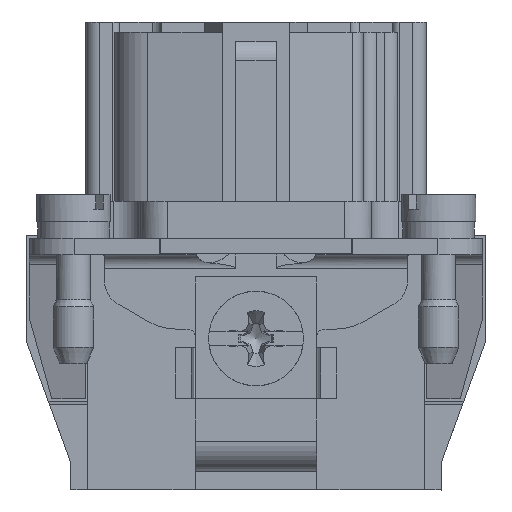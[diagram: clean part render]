
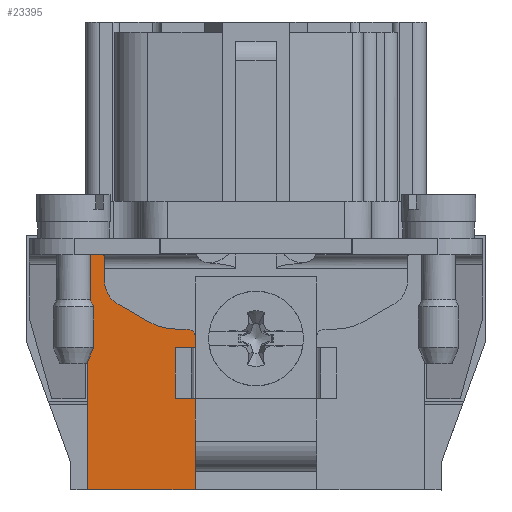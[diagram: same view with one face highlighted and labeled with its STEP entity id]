
A CAD part, left-side view. The second image highlights one B-rep face of the part: STEP entity #23395.
In plain terms, the highlighted planar face has unit normal (-1, 0, 0).
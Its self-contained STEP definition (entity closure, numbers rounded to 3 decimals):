
#18917=PLANE('',#75199);
#20655=FACE_OUTER_BOUND('',#29135,.T.);
#23395=ADVANCED_FACE('',(#20655),#18917,.T.);
#29135=EDGE_LOOP('',(#35002,#35003,#35004,#35005,#35006,#35007));
#35002=ORIENTED_EDGE('',*,*,#55530,.F.);
#35003=ORIENTED_EDGE('',*,*,#55531,.F.);
#35004=ORIENTED_EDGE('',*,*,#55194,.T.);
#35005=ORIENTED_EDGE('',*,*,#54086,.T.);
#35006=ORIENTED_EDGE('',*,*,#55532,.T.);
#35007=ORIENTED_EDGE('',*,*,#55523,.F.);
#48646=VERTEX_POINT('',#98154);
#48647=VERTEX_POINT('',#98156);
#49691=VERTEX_POINT('',#102168);
#49957=VERTEX_POINT('',#102807);
#49958=VERTEX_POINT('',#102809);
#49963=VERTEX_POINT('',#102823);
#54086=EDGE_CURVE('',#48647,#48646,#63225,.T.);
#55194=EDGE_CURVE('',#49691,#48647,#63802,.T.);
#55523=EDGE_CURVE('',#49957,#49958,#64106,.T.);
#55530=EDGE_CURVE('',#49963,#49957,#64113,.T.);
#55531=EDGE_CURVE('',#49691,#49963,#64114,.T.);
#55532=EDGE_CURVE('',#48646,#49958,#64115,.T.);
#63225=LINE('',#98155,#67145);
#63802=LINE('',#102167,#67722);
#64106=LINE('',#102808,#68026);
#64113=LINE('',#102822,#68033);
#64114=LINE('',#102824,#68034);
#64115=LINE('',#102825,#68035);
#67145=VECTOR('',#79624,1.);
#67722=VECTOR('',#80891,1.);
#68026=VECTOR('',#81335,1.);
#68033=VECTOR('',#81346,1.);
#68034=VECTOR('',#81347,1.);
#68035=VECTOR('',#81348,1.);
#75199=AXIS2_PLACEMENT_3D('',#102826,#81349,#81350);
#79624=DIRECTION('',(0.,-1.,0.));
#80891=DIRECTION('',(0.,0.,-1.));
#81335=DIRECTION('',(0.,1.,0.));
#81346=DIRECTION('',(0.,0.,-1.));
#81347=DIRECTION('',(0.,-1.,0.));
#81348=DIRECTION('',(0.,0.,1.));
#81349=DIRECTION('',(-1.,0.,0.));
#81350=DIRECTION('',(0.,0.,-1.));
#98154=CARTESIAN_POINT('',(-31.625,4.502,-17.4));
#98155=CARTESIAN_POINT('',(-31.625,-12.45,-17.4));
#98156=CARTESIAN_POINT('',(-31.625,12.45,-17.4));
#102167=CARTESIAN_POINT('',(-31.625,12.45,-17.4));
#102168=CARTESIAN_POINT('',(-31.625,12.45,1.2));
#102807=CARTESIAN_POINT('',(-31.625,4.5,-2.));
#102808=CARTESIAN_POINT('',(-31.625,-12.45,-2.));
#102809=CARTESIAN_POINT('',(-31.625,4.502,-2.));
#102822=CARTESIAN_POINT('',(-31.625,4.5,-17.4));
#102823=CARTESIAN_POINT('',(-31.625,4.5,1.2));
#102824=CARTESIAN_POINT('',(-31.625,0.,1.2));
#102825=CARTESIAN_POINT('',(-31.625,4.502,-2.));
#102826=CARTESIAN_POINT('',(-31.625,-12.45,-17.4));
